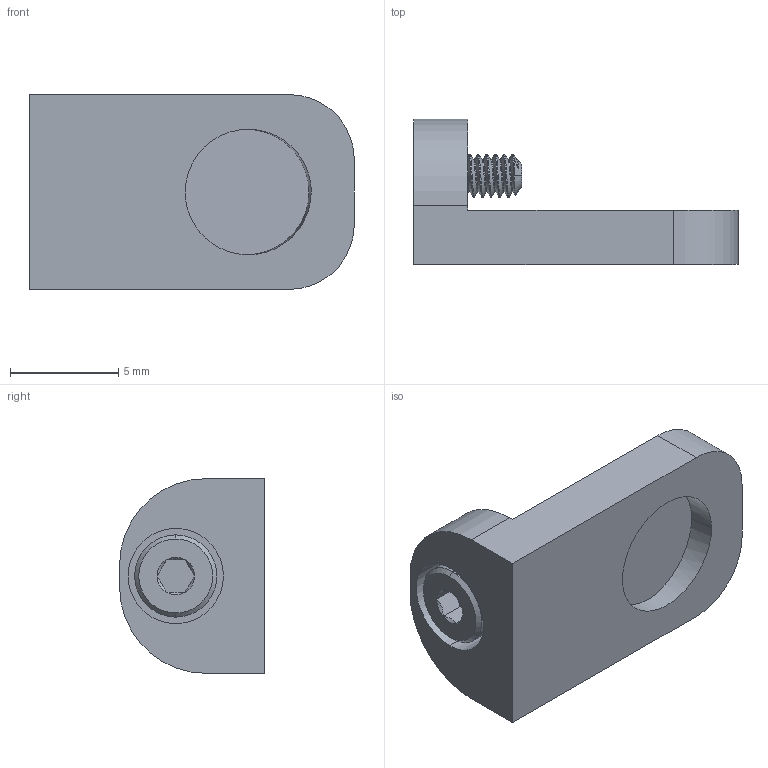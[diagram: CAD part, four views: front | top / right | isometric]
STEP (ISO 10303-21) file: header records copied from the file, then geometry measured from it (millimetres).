
FILE_DESCRIPTION (( 'STEP AP214' ), '1' );
FILE_NAME ('21899-E0W.STEP', '2011-01-28T19:01:54', ( 'User' ), ( 'Thorlabs' ), 'SwSTEP 2.0', 'SolidWorks 2009', '' );
FILE_SCHEMA (( 'AUTOMOTIVE_DESIGN' ));
Length unit declared in the file: millimetre
Products named in the file (1): 21899-E0W
Bounding box: 15 x 6.7 x 9 mm (x, y, z)
Volume: 338.5 mm3; surface area: 655 mm2
Topology: 3 solids, 3 shells, 92 faces, 230 edges, 148 vertices
Faces by surface type: cylinder 47, plane 30, cone 13, bspline 2
Entity records: 5196 total; most frequent: CARTESIAN_POINT 2116, ORIENTED_EDGE 460, DIRECTION 378, EDGE_CURVE 230, VERTEX_POINT 148, AXIS2_PLACEMENT_3D 136, VECTOR 106, LINE 106
